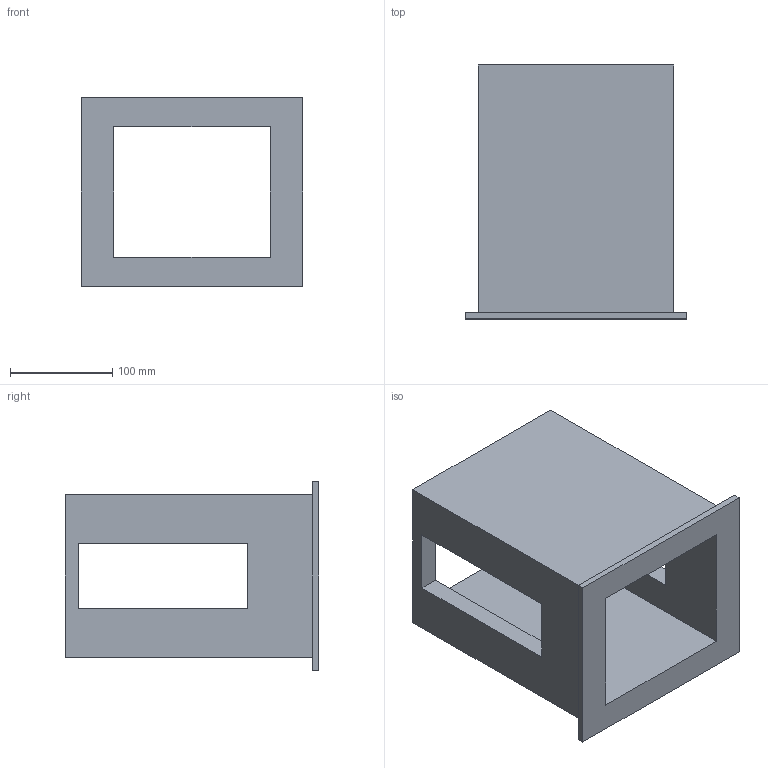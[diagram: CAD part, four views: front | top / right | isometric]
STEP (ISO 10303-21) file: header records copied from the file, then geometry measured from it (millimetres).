
FILE_DESCRIPTION((''),'2;1');
FILE_NAME('MAGNET_ASSEMBLY_6X5X10','2026-02-27T12:55:30',('joshh'),(''),'CREO PARAMETRIC BY PTC INC, 2025123','CREO PARAMETRIC BY PTC INC, 2025123','');
FILE_SCHEMA(('CONFIG_CONTROL_DESIGN'));
Length unit declared in the file: inch
Products named in the file (1): MAGNET_ASSEMBLY_6X5X10
Bounding box: 215.9 x 247.65 x 184.15 mm (x, y, z)
Volume: 2321068.6 mm3; surface area: 357466.8 mm2
Topology: 1 solids, 1 shells, 1856 faces, 5328 edges, 3552 vertices
Faces by surface type: plane 1856
Entity records: 59464 total; most frequent: CARTESIAN_POINT 10736, ORIENTED_EDGE 10656, DIRECTION 9040, VECTOR 5328, LINE 5328, EDGE_CURVE 5328, VERTEX_POINT 3552, EDGE_LOOP 1940
